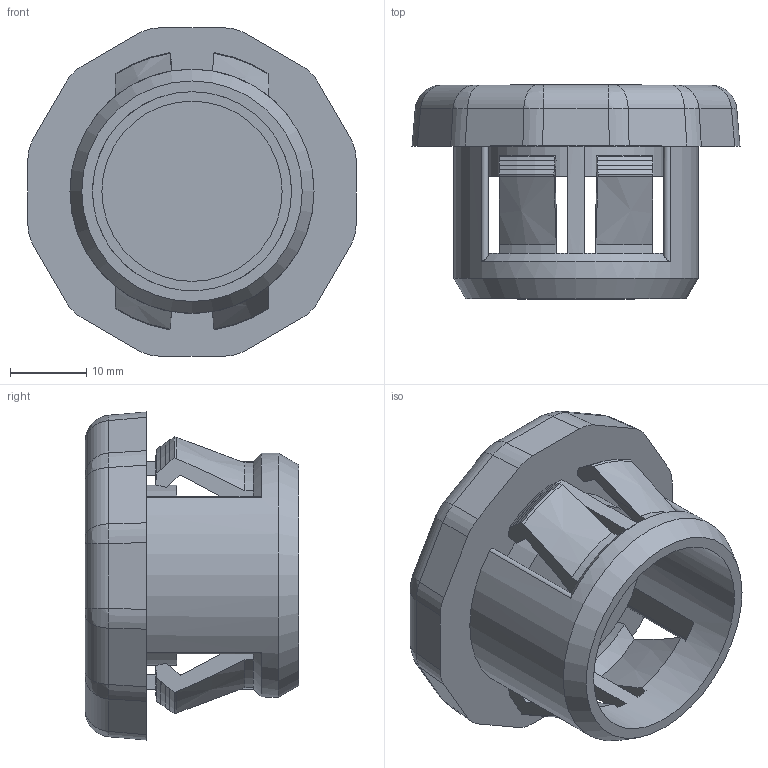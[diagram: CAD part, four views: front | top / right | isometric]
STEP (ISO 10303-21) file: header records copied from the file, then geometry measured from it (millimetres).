
FILE_DESCRIPTION(/* description */ (''),/* implementation_level */ '2;1');
FILE_NAME(/* name */ '28933_5_KES_R_FDA_M32_4_2.stp',/* time_stamp */ '2024-12-09T07:56:11+01:00',/* author */ (''),/* organization */ (''),/* preprocessor_version */ 'ST-DEVELOPER v19.4',/* originating_system */ 'SIEMENS PLM Software NX2212.9140',/* authorisation */ '');
FILE_SCHEMA (('AUTOMOTIVE_DESIGN { 1 0 10303 214 3 1 1 1 }'));
Length unit declared in the file: millimetre
Products named in the file (1): 28913_6_KES-RM32-4-2_stp
Bounding box: 43 x 28 x 43 mm (x, y, z)
Volume: 16720.3 mm3; surface area: 7936.1 mm2
Topology: 1 solids, 1 shells, 469 faces, 1248 edges, 809 vertices
Faces by surface type: plane 252, cylinder 104, cone 51, bspline 28, extrusion 22, sphere 12
Full cylindrical faces by diameter (mm): 23.63 x1, 26.103 x1, 32 x1
Entity records: 16293 total; most frequent: CARTESIAN_POINT 5057, ORIENTED_EDGE 2444, DIRECTION 2127, EDGE_CURVE 1222, VERTEX_POINT 795, VECTOR 717, AXIS2_PLACEMENT_3D 705, LINE 695
